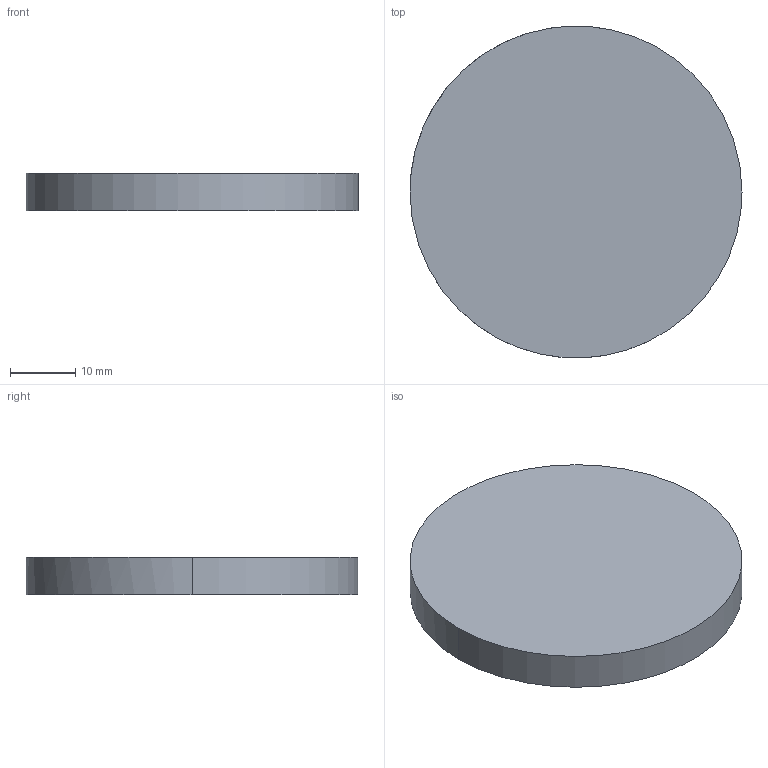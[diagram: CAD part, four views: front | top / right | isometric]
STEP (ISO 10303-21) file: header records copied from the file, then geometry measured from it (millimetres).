
FILE_DESCRIPTION (( 'STEP AP203' ), '1' );
FILE_NAME ('112-1519E UVFS pl-cv 50.8 F-300.STEP', '2019-10-01T09:25:10', ( '' ), ( '' ), 'SwSTEP 2.0', 'SolidWorks 2019', '' );
FILE_SCHEMA (( 'CONFIG_CONTROL_DESIGN' ));
Length unit declared in the file: millimetre
Products named in the file (1): 112-1519E UVFS pl-cv 50.8 F-300
Bounding box: 50.8 x 50.78 x 5.78 mm (x, y, z)
Volume: 9395.1 mm3; surface area: 4991.7 mm2
Topology: 1 solids, 1 shells, 4 faces, 9 edges, 6 vertices
Faces by surface type: cylinder 2, sphere 1, plane 1
Entity records: 171 total; most frequent: CARTESIAN_POINT 31, DIRECTION 12, ORIENTED_EDGE 12, PERSON_AND_ORGANIZATION 8, EDGE_CURVE 6, CALENDAR_DATE 5, DATE_AND_TIME 5, COORDINATED_UNIVERSAL_TIME_OFFSET 5
